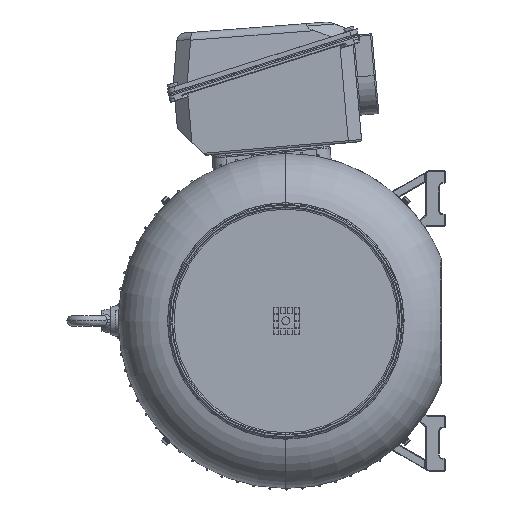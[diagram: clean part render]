
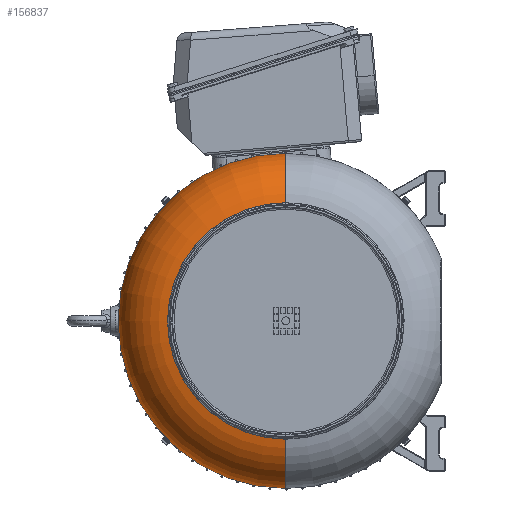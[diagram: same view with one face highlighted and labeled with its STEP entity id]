
A CAD part, left-side view. The second image highlights one B-rep face of the part: STEP entity #156837.
In plain terms, the highlighted toroidal (fillet/blend) face has major radius 155.5 mm and minor radius 85 mm.
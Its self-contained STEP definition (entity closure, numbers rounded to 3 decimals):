
#957 = AXIS2_PLACEMENT_3D ( 'NONE', #56724, #3724, #15252 ) ;
#3724 = DIRECTION ( 'NONE',  ( -1., 0., 0. ) ) ;
#10804 = DIRECTION ( 'NONE',  ( 0., -1., 0. ) ) ;
#10869 = CARTESIAN_POINT ( 'NONE',  ( -240.783, 0., 169.832 ) ) ;
#15252 = DIRECTION ( 'NONE',  ( 0., 0., 1. ) ) ;
#19945 = CIRCLE ( 'NONE', #30563, 85. ) ;
#20311 = VERTEX_POINT ( 'NONE', #108806 ) ;
#24767 = ORIENTED_EDGE ( 'NONE', *, *, #57985, .T. ) ;
#26806 = CARTESIAN_POINT ( 'NONE',  ( -157., 0., 0. ) ) ;
#27914 = DIRECTION ( 'NONE',  ( -1., 0., 0. ) ) ;
#30563 = AXIS2_PLACEMENT_3D ( 'NONE', #89675, #10804, #102949 ) ;
#33644 = VERTEX_POINT ( 'NONE', #79236 ) ;
#36549 = CARTESIAN_POINT ( 'NONE',  ( -157., 0., -155.5 ) ) ;
#37258 = DIRECTION ( 'NONE',  ( 0., 0., 1. ) ) ;
#38368 = CARTESIAN_POINT ( 'NONE',  ( -240.783, 0., 0. ) ) ;
#46392 = AXIS2_PLACEMENT_3D ( 'NONE', #38368, #76464, #37258 ) ;
#47316 = VERTEX_POINT ( 'NONE', #10869 ) ;
#48225 = CIRCLE ( 'NONE', #155831, 240.5 ) ;
#54068 = ORIENTED_EDGE ( 'NONE', *, *, #135989, .F. ) ;
#55066 = CARTESIAN_POINT ( 'NONE',  ( -240.783, 0., -169.832 ) ) ;
#56724 = CARTESIAN_POINT ( 'NONE',  ( -157., 0., 0. ) ) ;
#57985 = EDGE_CURVE ( 'NONE', #20311, #67430, #148913, .T. ) ;
#67430 = VERTEX_POINT ( 'NONE', #55066 ) ;
#76464 = DIRECTION ( 'NONE',  ( -1., 0., 0. ) ) ;
#77697 = CIRCLE ( 'NONE', #46392, 169.832 ) ;
#78013 = TOROIDAL_SURFACE ( 'NONE', #957, 155.5, 85. ) ;
#79236 = CARTESIAN_POINT ( 'NONE',  ( -157., 0., 240.5 ) ) ;
#89675 = CARTESIAN_POINT ( 'NONE',  ( -157., 0., 155.5 ) ) ;
#98623 = AXIS2_PLACEMENT_3D ( 'NONE', #36549, #167962, #129269 ) ;
#100677 = FACE_OUTER_BOUND ( 'NONE', #149203, .T. ) ;
#102949 = DIRECTION ( 'NONE',  ( 0., 0., -1. ) ) ;
#108806 = CARTESIAN_POINT ( 'NONE',  ( -157., 0., -240.5 ) ) ;
#111828 = ORIENTED_EDGE ( 'NONE', *, *, #127139, .T. ) ;
#120087 = DIRECTION ( 'NONE',  ( 0., 0., 1. ) ) ;
#125907 = ORIENTED_EDGE ( 'NONE', *, *, #159186, .F. ) ;
#127139 = EDGE_CURVE ( 'NONE', #33644, #20311, #48225, .T. ) ;
#129269 = DIRECTION ( 'NONE',  ( 0., 0., 1. ) ) ;
#135989 = EDGE_CURVE ( 'NONE', #33644, #47316, #19945, .T. ) ;
#148913 = CIRCLE ( 'NONE', #98623, 85. ) ;
#149203 = EDGE_LOOP ( 'NONE', ( #111828, #24767, #125907, #54068 ) ) ;
#155831 = AXIS2_PLACEMENT_3D ( 'NONE', #26806, #27914, #120087 ) ;
#156837 = ADVANCED_FACE ( 'NONE', ( #100677 ), #78013, .T. ) ;
#159186 = EDGE_CURVE ( 'NONE', #47316, #67430, #77697, .T. ) ;
#167962 = DIRECTION ( 'NONE',  ( 0., 1., 0. ) ) ;
